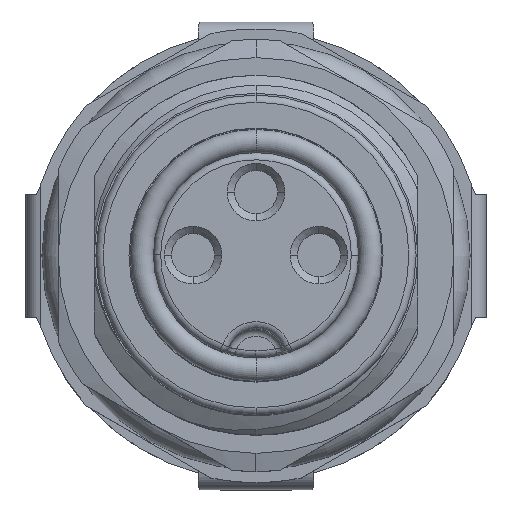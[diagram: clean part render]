
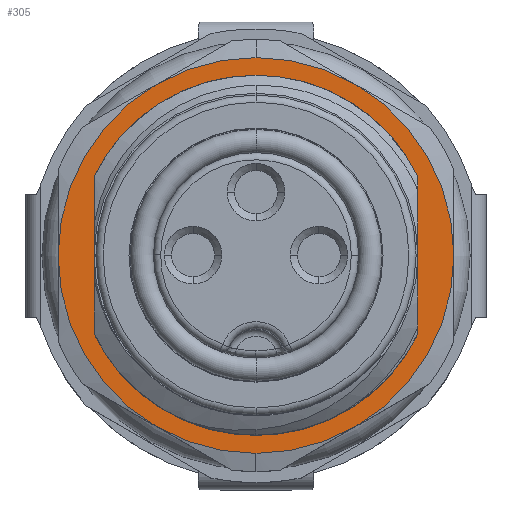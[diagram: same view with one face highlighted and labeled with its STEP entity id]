
A CAD part, top view. The second image highlights one B-rep face of the part: STEP entity #305.
In plain terms, the highlighted planar face has unit normal (0, 0, 1).
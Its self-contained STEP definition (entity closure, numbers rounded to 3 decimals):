
#305=ADVANCED_FACE('',(#871,#872),#873,.T.);
#871=FACE_OUTER_BOUND('',#1799,.T.);
#872=FACE_BOUND('',#1800,.T.);
#873=PLANE('',#1801);
#1799=EDGE_LOOP('',(#5093,#5094,#5095,#5096,#5097,#5098,#5099,#5100));
#1800=EDGE_LOOP('',(#5101,#5102,#5103,#5104,#5105,#5106,#5107,#5108,#5109));
#1801=AXIS2_PLACEMENT_3D('',#5110,#5111,#5112);
#5093=ORIENTED_EDGE('',*,*,#6082,.F.);
#5094=ORIENTED_EDGE('',*,*,#6083,.F.);
#5095=ORIENTED_EDGE('',*,*,#5414,.T.);
#5096=ORIENTED_EDGE('',*,*,#6084,.T.);
#5097=ORIENTED_EDGE('',*,*,#6085,.F.);
#5098=ORIENTED_EDGE('',*,*,#6086,.F.);
#5099=ORIENTED_EDGE('',*,*,#6087,.T.);
#5100=ORIENTED_EDGE('',*,*,#5412,.T.);
#5101=ORIENTED_EDGE('',*,*,#6080,.T.);
#5102=ORIENTED_EDGE('',*,*,#5637,.T.);
#5103=ORIENTED_EDGE('',*,*,#6079,.T.);
#5104=ORIENTED_EDGE('',*,*,#6088,.T.);
#5105=ORIENTED_EDGE('',*,*,#6089,.T.);
#5106=ORIENTED_EDGE('',*,*,#5679,.T.);
#5107=ORIENTED_EDGE('',*,*,#6090,.T.);
#5108=ORIENTED_EDGE('',*,*,#5443,.T.);
#5109=ORIENTED_EDGE('',*,*,#5658,.T.);
#5110=CARTESIAN_POINT('',(0.0,0.0,-6.0));
#5111=DIRECTION('',(0.0,0.0,1.0));
#5112=DIRECTION('',(1.0,0.0,0.0));
#5412=EDGE_CURVE('',#6183,#6187,#6189,.T.);
#5414=EDGE_CURVE('',#6193,#6190,#6194,.T.);
#5443=EDGE_CURVE('',#6248,#6245,#6249,.T.);
#5637=EDGE_CURVE('',#6584,#6583,#6586,.T.);
#5658=EDGE_CURVE('',#6245,#6607,#6609,.T.);
#5679=EDGE_CURVE('',#6633,#6636,#6638,.T.);
#6079=EDGE_CURVE('',#6583,#7284,#7286,.T.);
#6080=EDGE_CURVE('',#6607,#6584,#7287,.T.);
#6082=EDGE_CURVE('',#7289,#6187,#7290,.T.);
#6083=EDGE_CURVE('',#6193,#7289,#7291,.T.);
#6084=EDGE_CURVE('',#6190,#7292,#7293,.T.);
#6085=EDGE_CURVE('',#7294,#7292,#7295,.T.);
#6086=EDGE_CURVE('',#7296,#7294,#7297,.T.);
#6087=EDGE_CURVE('',#7296,#6183,#7298,.T.);
#6088=EDGE_CURVE('',#7284,#7299,#7300,.T.);
#6089=EDGE_CURVE('',#7299,#6633,#7301,.T.);
#6090=EDGE_CURVE('',#6636,#6248,#7302,.T.);
#6183=VERTEX_POINT('',#7433);
#6187=VERTEX_POINT('',#7438);
#6189=CIRCLE('',#7448,5.5);
#6190=VERTEX_POINT('',#7449);
#6193=VERTEX_POINT('',#7453);
#6194=CIRCLE('',#7454,5.5);
#6245=VERTEX_POINT('',#7557);
#6248=VERTEX_POINT('',#7561);
#6249=CIRCLE('',#7562,5.0);
#6583=VERTEX_POINT('',#8749);
#6584=VERTEX_POINT('',#8750);
#6586=LINE('',#8763,#8764);
#6607=VERTEX_POINT('',#9181);
#6609=CIRCLE('',#9200,5.0);
#6633=VERTEX_POINT('',#9402);
#6636=VERTEX_POINT('',#9426);
#6638=LINE('',#9432,#9433);
#7284=VERTEX_POINT('',#10554);
#7286=B_SPLINE_CURVE_WITH_KNOTS('',3,(#10644,#10645,#10646,#10647,#10648,#10649,#10650,#10651,#10652),.UNSPECIFIED.,.F.,.F.,(4,1,1,1,1,1,4),(0.0,0.167,0.333,0.5,0.667,0.833,1.0),.UNSPECIFIED.);
#7287=B_SPLINE_CURVE_WITH_KNOTS('',3,(#10653,#10654,#10655,#10656,#10657,#10658,#10659,#10660,#10661,#10662,#10663,#10664),.UNSPECIFIED.,.F.,.F.,(4,1,1,1,1,1,1,1,1,4),(0.0,0.111,0.222,0.333,0.444,0.556,0.667,0.778,0.889,1.0),.UNSPECIFIED.);
#7289=VERTEX_POINT('',#10692);
#7290=CIRCLE('',#10693,5.5);
#7291=CIRCLE('',#10694,5.5);
#7292=VERTEX_POINT('',#10695);
#7293=CIRCLE('',#10696,5.5);
#7294=VERTEX_POINT('',#10697);
#7295=CIRCLE('',#10698,5.5);
#7296=VERTEX_POINT('',#10699);
#7297=CIRCLE('',#10700,5.5);
#7298=CIRCLE('',#10701,5.5);
#7299=VERTEX_POINT('',#10702);
#7300=B_SPLINE_CURVE_WITH_KNOTS('',3,(#10703,#10704,#10705,#10706,#10707,#10708,#10709,#10710,#10711,#10712,#10713,#10714,#10715,#10716,#10717,#10718,#10719,#10720,#10721),.UNSPECIFIED.,.F.,.F.,(4,1,1,1,1,1,1,1,1,1,1,1,1,1,1,1,4),(0.0,0.063,0.125,0.188,0.25,0.313,0.375,0.438,0.5,0.563,0.625,0.688,0.75,0.813,0.875,0.938,1.0),.UNSPECIFIED.);
#7301=B_SPLINE_CURVE_WITH_KNOTS('',3,(#10722,#10723,#10724,#10725,#10726,#10727,#10728,#10729,#10730),.UNSPECIFIED.,.F.,.F.,(4,1,1,1,1,1,4),(0.0,0.167,0.333,0.5,0.667,0.833,1.0),.UNSPECIFIED.);
#7302=B_SPLINE_CURVE_WITH_KNOTS('',3,(#10731,#10732,#10733,#10734,#10735,#10736,#10737,#10738,#10739,#10740,#10741,#10742),.UNSPECIFIED.,.F.,.F.,(4,1,1,1,1,1,1,1,1,4),(0.0,0.111,0.222,0.333,0.444,0.556,0.667,0.778,0.889,1.0),.UNSPECIFIED.);
#7433=CARTESIAN_POINT('',(0.,5.5,-6.0));
#7438=CARTESIAN_POINT('',(-2.75,4.763,-6.0));
#7448=AXIS2_PLACEMENT_3D('',#11579,#11580,#11581);
#7449=CARTESIAN_POINT('',(0.,-5.5,-6.0));
#7453=CARTESIAN_POINT('',(-2.75,-4.763,-6.0));
#7454=AXIS2_PLACEMENT_3D('',#11583,#11584,#11585);
#7557=CARTESIAN_POINT('',(0.,5.0,-6.0));
#7561=CARTESIAN_POINT('',(-1.913,4.619,-6.0));
#7562=AXIS2_PLACEMENT_3D('',#11634,#11635,#11636);
#8749=CARTESIAN_POINT('',(4.5,-1.019,-6.0));
#8750=CARTESIAN_POINT('',(4.5,1.576,-6.0));
#8763=CARTESIAN_POINT('',(4.5,1.576,-6.0));
#8764=VECTOR('',#11941,2.595);
#9181=CARTESIAN_POINT('',(1.913,4.619,-6.0));
#9200=AXIS2_PLACEMENT_3D('',#11945,#11946,#11947);
#9402=CARTESIAN_POINT('',(-4.5,-1.019,-6.0));
#9426=CARTESIAN_POINT('',(-4.5,1.576,-6.0));
#9432=CARTESIAN_POINT('',(-4.5,-1.019,-6.0));
#9433=VECTOR('',#11956,2.595);
#10554=CARTESIAN_POINT('',(3.153,-3.153,-6.0));
#10644=CARTESIAN_POINT('',(4.5,-1.019,-6.0));
#10645=CARTESIAN_POINT('',(4.46,-1.158,-6.0));
#10646=CARTESIAN_POINT('',(4.367,-1.429,-6.0));
#10647=CARTESIAN_POINT('',(4.19,-1.821,-6.0));
#10648=CARTESIAN_POINT('',(3.979,-2.193,-6.0));
#10649=CARTESIAN_POINT('',(3.734,-2.542,-6.0));
#10650=CARTESIAN_POINT('',(3.459,-2.865,-6.0));
#10651=CARTESIAN_POINT('',(3.258,-3.06,-6.0));
#10652=CARTESIAN_POINT('',(3.153,-3.153,-6.0));
#10653=CARTESIAN_POINT('',(1.913,4.619,-6.0));
#10654=CARTESIAN_POINT('',(2.053,4.552,-6.0));
#10655=CARTESIAN_POINT('',(2.325,4.406,-6.0));
#10656=CARTESIAN_POINT('',(2.711,4.149,-6.0));
#10657=CARTESIAN_POINT('',(3.069,3.858,-6.0));
#10658=CARTESIAN_POINT('',(3.398,3.537,-6.0));
#10659=CARTESIAN_POINT('',(3.693,3.188,-6.0));
#10660=CARTESIAN_POINT('',(3.955,2.813,-6.0));
#10661=CARTESIAN_POINT('',(4.177,2.418,-6.0));
#10662=CARTESIAN_POINT('',(4.363,2.004,-6.0));
#10663=CARTESIAN_POINT('',(4.459,1.721,-6.0));
#10664=CARTESIAN_POINT('',(4.5,1.576,-6.0));
#10692=CARTESIAN_POINT('',(-5.5,0.,-6.0));
#10693=AXIS2_PLACEMENT_3D('',#12565,#12566,#12567);
#10694=AXIS2_PLACEMENT_3D('',#12568,#12569,#12570);
#10695=CARTESIAN_POINT('',(2.75,-4.763,-6.0));
#10696=AXIS2_PLACEMENT_3D('',#12571,#12572,#12573);
#10697=CARTESIAN_POINT('',(5.5,0.0,-6.0));
#10698=AXIS2_PLACEMENT_3D('',#12574,#12575,#12576);
#10699=CARTESIAN_POINT('',(2.75,4.763,-6.0));
#10700=AXIS2_PLACEMENT_3D('',#12577,#12578,#12579);
#10701=AXIS2_PLACEMENT_3D('',#12580,#12581,#12582);
#10702=CARTESIAN_POINT('',(-3.153,-3.153,-6.0));
#10703=CARTESIAN_POINT('',(3.153,-3.153,-6.0));
#10704=CARTESIAN_POINT('',(3.049,-3.257,-6.0));
#10705=CARTESIAN_POINT('',(2.833,-3.452,-6.0));
#10706=CARTESIAN_POINT('',(2.481,-3.713,-6.0));
#10707=CARTESIAN_POINT('',(2.105,-3.939,-6.0));
#10708=CARTESIAN_POINT('',(1.709,-4.126,-6.0));
#10709=CARTESIAN_POINT('',(1.296,-4.274,-6.0));
#10710=CARTESIAN_POINT('',(0.871,-4.38,-6.0));
#10711=CARTESIAN_POINT('',(0.438,-4.444,-6.0));
#10712=CARTESIAN_POINT('',(0.,-4.466,-6.0));
#10713=CARTESIAN_POINT('',(-0.438,-4.444,-6.0));
#10714=CARTESIAN_POINT('',(-0.871,-4.38,-6.0));
#10715=CARTESIAN_POINT('',(-1.297,-4.274,-6.0));
#10716=CARTESIAN_POINT('',(-1.709,-4.126,-6.0));
#10717=CARTESIAN_POINT('',(-2.105,-3.939,-6.0));
#10718=CARTESIAN_POINT('',(-2.482,-3.713,-6.0));
#10719=CARTESIAN_POINT('',(-2.833,-3.452,-6.0));
#10720=CARTESIAN_POINT('',(-3.049,-3.256,-6.0));
#10721=CARTESIAN_POINT('',(-3.153,-3.153,-6.0));
#10722=CARTESIAN_POINT('',(-3.153,-3.153,-6.0));
#10723=CARTESIAN_POINT('',(-3.258,-3.06,-6.0));
#10724=CARTESIAN_POINT('',(-3.459,-2.864,-6.0));
#10725=CARTESIAN_POINT('',(-3.735,-2.541,-6.0));
#10726=CARTESIAN_POINT('',(-3.979,-2.193,-6.0));
#10727=CARTESIAN_POINT('',(-4.19,-1.821,-6.0));
#10728=CARTESIAN_POINT('',(-4.367,-1.43,-6.0));
#10729=CARTESIAN_POINT('',(-4.46,-1.158,-6.0));
#10730=CARTESIAN_POINT('',(-4.5,-1.019,-6.0));
#10731=CARTESIAN_POINT('',(-4.5,1.576,-6.0));
#10732=CARTESIAN_POINT('',(-4.459,1.72,-6.0));
#10733=CARTESIAN_POINT('',(-4.363,2.004,-6.0));
#10734=CARTESIAN_POINT('',(-4.178,2.418,-6.0));
#10735=CARTESIAN_POINT('',(-3.954,2.813,-6.0));
#10736=CARTESIAN_POINT('',(-3.694,3.187,-6.0));
#10737=CARTESIAN_POINT('',(-3.397,3.537,-6.0));
#10738=CARTESIAN_POINT('',(-3.07,3.858,-6.0));
#10739=CARTESIAN_POINT('',(-2.711,4.149,-6.0));
#10740=CARTESIAN_POINT('',(-2.325,4.406,-6.0));
#10741=CARTESIAN_POINT('',(-2.053,4.552,-6.0));
#10742=CARTESIAN_POINT('',(-1.913,4.619,-6.0));
#11579=CARTESIAN_POINT('',(0.0,0.0,-6.0));
#11580=DIRECTION('',(0.0,-0.0,1.0));
#11581=DIRECTION('',(0.5,0.866,0.0));
#11583=CARTESIAN_POINT('',(0.0,0.0,-6.0));
#11584=DIRECTION('',(0.0,0.0,1.0));
#11585=DIRECTION('',(-0.5,-0.866,0.0));
#11634=CARTESIAN_POINT('',(0.0,0.0,-6.0));
#11635=DIRECTION('',(0.0,0.0,-1.0));
#11636=DIRECTION('',(-0.383,0.924,0.0));
#11941=DIRECTION('',(0.0,-1.0,0.0));
#11945=CARTESIAN_POINT('',(0.0,0.0,-6.0));
#11946=DIRECTION('',(0.0,0.0,-1.0));
#11947=DIRECTION('',(-0.383,0.924,0.0));
#11956=DIRECTION('',(0.0,1.0,0.0));
#12565=CARTESIAN_POINT('',(0.0,0.0,-6.0));
#12566=DIRECTION('',(0.0,0.0,-1.0));
#12567=DIRECTION('',(-1.0,0.0,0.0));
#12568=CARTESIAN_POINT('',(0.0,0.0,-6.0));
#12569=DIRECTION('',(-0.0,0.0,-1.0));
#12570=DIRECTION('',(-0.5,-0.866,0.0));
#12571=CARTESIAN_POINT('',(0.0,0.0,-6.0));
#12572=DIRECTION('',(0.0,0.0,1.0));
#12573=DIRECTION('',(-0.5,-0.866,0.0));
#12574=CARTESIAN_POINT('',(0.0,0.0,-6.0));
#12575=DIRECTION('',(0.0,0.0,-1.0));
#12576=DIRECTION('',(1.0,0.0,0.0));
#12577=CARTESIAN_POINT('',(0.0,0.0,-6.0));
#12578=DIRECTION('',(0.0,0.0,-1.0));
#12579=DIRECTION('',(0.5,0.866,0.0));
#12580=CARTESIAN_POINT('',(0.0,0.0,-6.0));
#12581=DIRECTION('',(0.0,-0.0,1.0));
#12582=DIRECTION('',(0.5,0.866,0.0));
